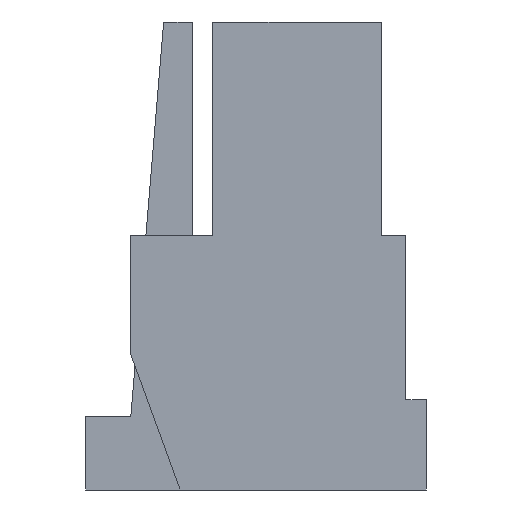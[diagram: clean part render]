
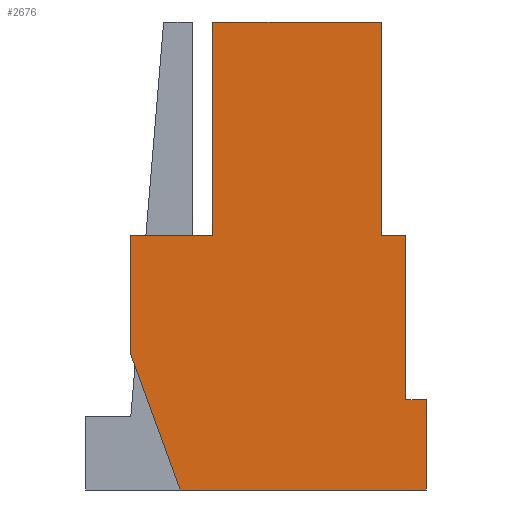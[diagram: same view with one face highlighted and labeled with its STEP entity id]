
A CAD part, left-side view. The second image highlights one B-rep face of the part: STEP entity #2676.
In plain terms, the highlighted planar face has unit normal (-1, 0, 0).
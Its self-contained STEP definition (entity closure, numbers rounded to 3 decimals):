
#74 = DIRECTION ( 'NONE',  ( 0., 0., 1. ) ) ;
#75 = VECTOR ( 'NONE', #74, 1000. ) ;
#76 = CARTESIAN_POINT ( 'NONE',  ( -4.375, 3.05, -4.05 ) ) ;
#77 = LINE ( 'NONE', #76, #75 ) ;
#79 = CARTESIAN_POINT ( 'NONE',  ( -4.375, 3.05, -4.05 ) ) ;
#602 = CARTESIAN_POINT ( 'NONE',  ( -4.375, -0.3, -4.6 ) ) ;
#603 = DIRECTION ( 'NONE',  ( 0., 0., -1. ) ) ;
#604 = VECTOR ( 'NONE', #603, 1000. ) ;
#605 = CARTESIAN_POINT ( 'NONE',  ( -4.375, -0.3, -2.6 ) ) ;
#606 = LINE ( 'NONE', #605, #604 ) ;
#754 = CARTESIAN_POINT ( 'NONE',  ( -4.375, -0.55, -4.6 ) ) ;
#755 = DIRECTION ( 'NONE',  ( 0., -1., 0. ) ) ;
#756 = VECTOR ( 'NONE', #755, 1000. ) ;
#757 = CARTESIAN_POINT ( 'NONE',  ( -4.375, -0.3, -4.6 ) ) ;
#758 = LINE ( 'NONE', #757, #756 ) ;
#768 = CARTESIAN_POINT ( 'NONE',  ( -4.375, -0.3, -2.6 ) ) ;
#769 = DIRECTION ( 'NONE',  ( 0., -1., 0. ) ) ;
#770 = VECTOR ( 'NONE', #769, 1000. ) ;
#771 = CARTESIAN_POINT ( 'NONE',  ( -4.375, 0., -2.6 ) ) ;
#772 = LINE ( 'NONE', #771, #770 ) ;
#792 = CARTESIAN_POINT ( 'NONE',  ( -4.375, 2.449, -5.7 ) ) ;
#793 = DIRECTION ( 'NONE',  ( 0., 1., 0. ) ) ;
#794 = VECTOR ( 'NONE', #793, 1000. ) ;
#795 = CARTESIAN_POINT ( 'NONE',  ( -4.375, -0.55, -5.7 ) ) ;
#796 = LINE ( 'NONE', #795, #794 ) ;
#806 = CARTESIAN_POINT ( 'NONE',  ( -4.375, -0.55, -5.7 ) ) ;
#811 = CARTESIAN_POINT ( 'NONE',  ( -4.375, 2.05, 0. ) ) ;
#812 = DIRECTION ( 'NONE',  ( 0., -1., 0. ) ) ;
#813 = VECTOR ( 'NONE', #812, 1000. ) ;
#814 = CARTESIAN_POINT ( 'NONE',  ( -4.375, 1.55, 0. ) ) ;
#815 = LINE ( 'NONE', #814, #813 ) ;
#816 = CARTESIAN_POINT ( 'NONE',  ( -4.375, 0., 0. ) ) ;
#850 = DIRECTION ( 'NONE',  ( 0., 0., -1. ) ) ;
#851 = VECTOR ( 'NONE', #850, 1000. ) ;
#852 = CARTESIAN_POINT ( 'NONE',  ( -4.375, -0.55, -4.6 ) ) ;
#964 = CARTESIAN_POINT ( 'NONE',  ( -4.375, 0., -2.6 ) ) ;
#965 = LINE ( 'NONE', #852, #851 ) ;
#981 = DIRECTION ( 'NONE',  ( 0., 0., -1. ) ) ;
#982 = VECTOR ( 'NONE', #981, 1000. ) ;
#983 = CARTESIAN_POINT ( 'NONE',  ( -4.375, 0., 0. ) ) ;
#984 = LINE ( 'NONE', #983, #982 ) ;
#1124 = CARTESIAN_POINT ( 'NONE',  ( -4.375, 3.05, -2.6 ) ) ;
#1152 = CARTESIAN_POINT ( 'NONE',  ( -4.375, 2.05, -2.6 ) ) ;
#1153 = DIRECTION ( 'NONE',  ( 0., -1., 0. ) ) ;
#1154 = VECTOR ( 'NONE', #1153, 1000. ) ;
#1155 = CARTESIAN_POINT ( 'NONE',  ( -4.375, 3.05, -2.6 ) ) ;
#1156 = LINE ( 'NONE', #1155, #1154 ) ;
#1201 = DIRECTION ( 'NONE',  ( 0., 0., 1. ) ) ;
#1202 = VECTOR ( 'NONE', #1201, 1000. ) ;
#1203 = CARTESIAN_POINT ( 'NONE',  ( -4.375, 2.05, -4.6 ) ) ;
#1204 = LINE ( 'NONE', #1203, #1202 ) ;
#1205 = DIRECTION ( 'NONE',  ( 0., 0., -1. ) ) ;
#1206 = DIRECTION ( 'NONE',  ( -1., 0., 0. ) ) ;
#1207 = CARTESIAN_POINT ( 'NONE',  ( -4.375, 0., 0. ) ) ;
#1237 = FACE_OUTER_BOUND ( 'NONE', #2675, .T. ) ;
#1238 = DIRECTION ( 'NONE',  ( 0., 0.342, 0.94 ) ) ;
#1239 = VECTOR ( 'NONE', #1238, 1000. ) ;
#1240 = CARTESIAN_POINT ( 'NONE',  ( -4.375, 2.449, -5.7 ) ) ;
#1241 = LINE ( 'NONE', #1240, #1239 ) ;
#1250 = AXIS2_PLACEMENT_3D ( 'NONE', #1207, #1206, #1205 ) ;
#1251 = PLANE ( 'NONE',  #1250 ) ;
#2431 = EDGE_CURVE ( 'NONE', #2449, #2432, #606, .T. ) ;
#2432 = VERTEX_POINT ( 'NONE', #602 ) ;
#2448 = EDGE_CURVE ( 'NONE', #2508, #2449, #772, .T. ) ;
#2449 = VERTEX_POINT ( 'NONE', #768 ) ;
#2456 = EDGE_CURVE ( 'NONE', #2432, #2457, #758, .T. ) ;
#2457 = VERTEX_POINT ( 'NONE', #754 ) ;
#2467 = VERTEX_POINT ( 'NONE', #806 ) ;
#2474 = EDGE_CURVE ( 'NONE', #2467, #2475, #796, .T. ) ;
#2475 = VERTEX_POINT ( 'NONE', #792 ) ;
#2507 = EDGE_CURVE ( 'NONE', #2547, #2508, #984, .T. ) ;
#2508 = VERTEX_POINT ( 'NONE', #964 ) ;
#2516 = EDGE_CURVE ( 'NONE', #2457, #2467, #965, .T. ) ;
#2547 = VERTEX_POINT ( 'NONE', #816 ) ;
#2548 = EDGE_CURVE ( 'NONE', #2549, #2547, #815, .T. ) ;
#2549 = VERTEX_POINT ( 'NONE', #811 ) ;
#2605 = VERTEX_POINT ( 'NONE', #1124 ) ;
#2607 = EDGE_CURVE ( 'NONE', #2605, #2608, #1156, .T. ) ;
#2608 = VERTEX_POINT ( 'NONE', #1152 ) ;
#2673 = EDGE_CURVE ( 'NONE', #2475, #2966, #1241, .T. ) ;
#2675 = EDGE_LOOP ( 'NONE', ( #2677, #2678, #2680, #2681, #2682, #2683, #2684, #2685, #2942, #2943, #2944 ) ) ;
#2676 = ADVANCED_FACE ( 'NONE', ( #1237 ), #1251, .T. ) ;
#2677 = ORIENTED_EDGE ( 'NONE', *, *, #2548, .F. ) ;
#2678 = ORIENTED_EDGE ( 'NONE', *, *, #2679, .F. ) ;
#2679 = EDGE_CURVE ( 'NONE', #2608, #2549, #1204, .T. ) ;
#2680 = ORIENTED_EDGE ( 'NONE', *, *, #2607, .F. ) ;
#2681 = ORIENTED_EDGE ( 'NONE', *, *, #2968, .F. ) ;
#2682 = ORIENTED_EDGE ( 'NONE', *, *, #2673, .F. ) ;
#2683 = ORIENTED_EDGE ( 'NONE', *, *, #2474, .F. ) ;
#2684 = ORIENTED_EDGE ( 'NONE', *, *, #2516, .F. ) ;
#2685 = ORIENTED_EDGE ( 'NONE', *, *, #2456, .F. ) ;
#2942 = ORIENTED_EDGE ( 'NONE', *, *, #2431, .F. ) ;
#2943 = ORIENTED_EDGE ( 'NONE', *, *, #2448, .F. ) ;
#2944 = ORIENTED_EDGE ( 'NONE', *, *, #2507, .F. ) ;
#2966 = VERTEX_POINT ( 'NONE', #79 ) ;
#2968 = EDGE_CURVE ( 'NONE', #2966, #2605, #77, .T. ) ;
